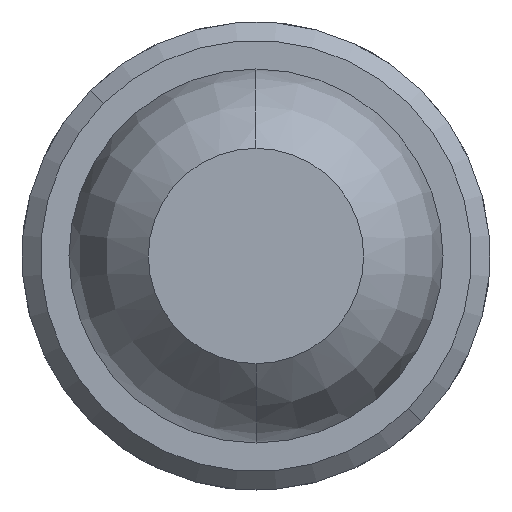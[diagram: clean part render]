
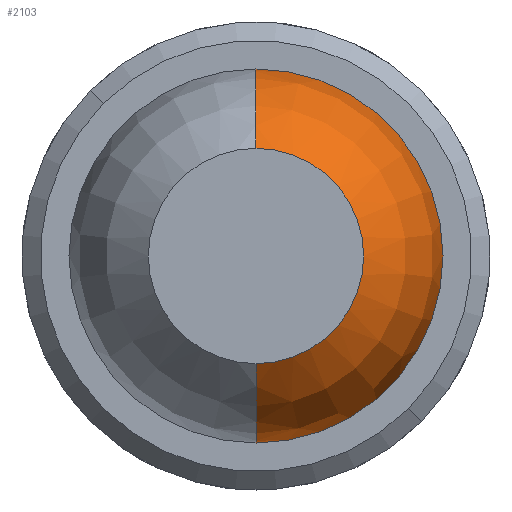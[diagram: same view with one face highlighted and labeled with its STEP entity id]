
A CAD part, front view. The second image highlights one B-rep face of the part: STEP entity #2103.
In plain terms, the highlighted toroidal (fillet/blend) face has major radius 0.005 mm and minor radius 1.01 mm.
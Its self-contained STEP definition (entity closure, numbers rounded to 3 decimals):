
#7 = VERTEX_POINT ( 'NONE', #1246 ) ;
#300 = ORIENTED_EDGE ( 'NONE', *, *, #3905, .F. ) ;
#337 = AXIS2_PLACEMENT_3D ( 'NONE', #1085, #3554, #1073 ) ;
#580 = VERTEX_POINT ( 'NONE', #1292 ) ;
#613 = DIRECTION ( 'NONE',  ( 0., 0., -1. ) ) ;
#652 = CARTESIAN_POINT ( 'NONE',  ( 0., -23.873, 0. ) ) ;
#995 = VERTEX_POINT ( 'NONE', #1676 ) ;
#1073 = DIRECTION ( 'NONE',  ( 0., 0., -1. ) ) ;
#1085 = CARTESIAN_POINT ( 'NONE',  ( 0., -24.7, 0. ) ) ;
#1088 = ORIENTED_EDGE ( 'NONE', *, *, #2983, .F. ) ;
#1246 = CARTESIAN_POINT ( 'NONE',  ( 0., -24.7, 0.584 ) ) ;
#1292 = CARTESIAN_POINT ( 'NONE',  ( 0., -23.873, 1.015 ) ) ;
#1440 = EDGE_LOOP ( 'NONE', ( #2553, #3233, #1088, #300 ) ) ;
#1484 = TOROIDAL_SURFACE ( 'NONE', #3243, 0.005, 1.01 ) ;
#1644 = CIRCLE ( 'NONE', #2065, 1.015 ) ;
#1676 = CARTESIAN_POINT ( 'NONE',  ( 0., -24.7, -0.584 ) ) ;
#1851 = DIRECTION ( 'NONE',  ( 1., 0., 0. ) ) ;
#2020 = CIRCLE ( 'NONE', #2304, 1.01 ) ;
#2065 = AXIS2_PLACEMENT_3D ( 'NONE', #652, #3132, #3727 ) ;
#2102 = DIRECTION ( 'NONE',  ( -1., 0., 0. ) ) ;
#2103 = ADVANCED_FACE ( 'Defeature ausgef�hrt1_14', ( #2550 ), #1484, .T. ) ;
#2116 = AXIS2_PLACEMENT_3D ( 'NONE', #3699, #1851, #613 ) ;
#2148 = EDGE_CURVE ( 'Defeature ausgef�hrt1_19+Defeature ausgef�hrt1_14+Defeature ausgef�hrt1_14+Defeature ausgef�hrt1_14', #995, #7, #2888, .T. ) ;
#2153 = CARTESIAN_POINT ( 'NONE',  ( 0., -23.873, -1.015 ) ) ;
#2304 = AXIS2_PLACEMENT_3D ( 'NONE', #3630, #2102, #3024 ) ;
#2550 = FACE_OUTER_BOUND ( 'NONE', #1440, .T. ) ;
#2553 = ORIENTED_EDGE ( 'NONE', *, *, #2148, .F. ) ;
#2564 = DIRECTION ( 'NONE',  ( 0., 1., 0. ) ) ;
#2859 = DIRECTION ( 'NONE',  ( 0., 0., 1. ) ) ;
#2888 = CIRCLE ( 'NONE', #337, 0.584 ) ;
#2897 = EDGE_CURVE ( 'NONE', #995, #3481, #3374, .T. ) ;
#2983 = EDGE_CURVE ( 'Defeature ausgef�hrt1_15+Defeature ausgef�hrt1_14+Defeature ausgef�hrt1_14+Defeature ausgef�hrt1_14', #580, #3481, #1644, .T. ) ;
#3024 = DIRECTION ( 'NONE',  ( 0., 0., 1. ) ) ;
#3132 = DIRECTION ( 'NONE',  ( 0., 1., 0. ) ) ;
#3204 = CARTESIAN_POINT ( 'NONE',  ( 0., -23.873, 0. ) ) ;
#3233 = ORIENTED_EDGE ( 'NONE', *, *, #2897, .T. ) ;
#3243 = AXIS2_PLACEMENT_3D ( 'NONE', #3204, #2564, #2859 ) ;
#3374 = CIRCLE ( 'NONE', #2116, 1.01 ) ;
#3481 = VERTEX_POINT ( 'NONE', #2153 ) ;
#3554 = DIRECTION ( 'NONE',  ( 0., -1., 0. ) ) ;
#3630 = CARTESIAN_POINT ( 'NONE',  ( 0., -23.873, 0.005 ) ) ;
#3699 = CARTESIAN_POINT ( 'NONE',  ( 0., -23.873, -0.005 ) ) ;
#3727 = DIRECTION ( 'NONE',  ( 0., 0., 1. ) ) ;
#3905 = EDGE_CURVE ( 'NONE', #7, #580, #2020, .T. ) ;
